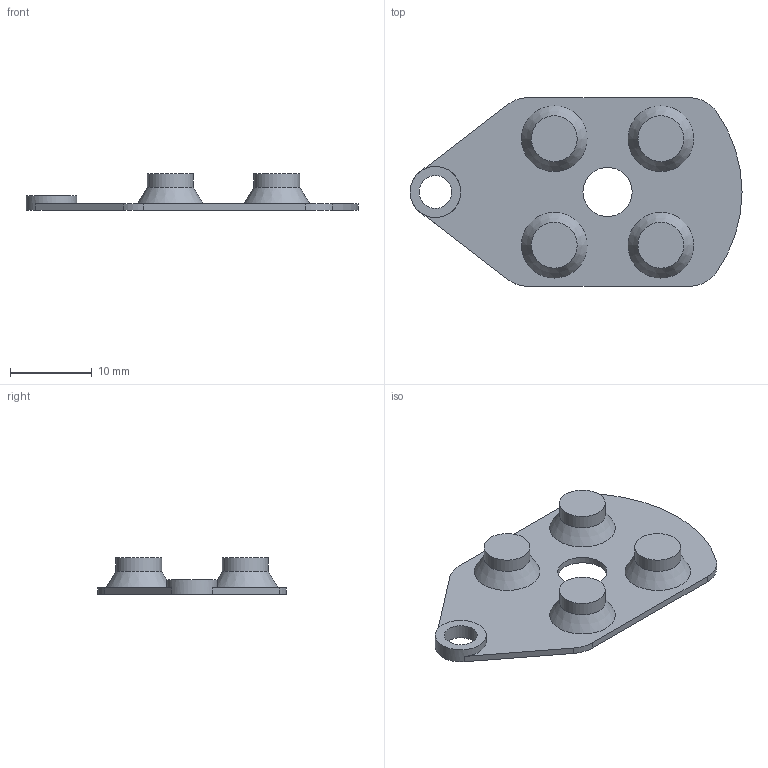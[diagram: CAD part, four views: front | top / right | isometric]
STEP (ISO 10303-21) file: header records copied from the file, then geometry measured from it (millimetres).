
FILE_DESCRIPTION(/* description */ (''),/* implementation_level */ '2;1');
FILE_NAME(/* name */ 'Membrane-DPAD.stp',/* time_stamp */ '2019-04-25T14:36:07+02:00',/* author */ ('dimercur'),/* organization */ (''),/* preprocessor_version */ 'ST-DEVELOPER v17',/* originating_system */ 'Autodesk Inventor 2019',/* authorisation */ '');
FILE_SCHEMA (('AUTOMOTIVE_DESIGN { 1 0 10303 214 3 1 1 }'));
Length unit declared in the file: millimetre
Products named in the file (1): Membrane-DPAD
Bounding box: 40.5 x 23 x 4.5 mm (x, y, z)
Volume: 1059.8 mm3; surface area: 1811.3 mm2
Topology: 1 solids, 1 shells, 27 faces, 60 edges, 39 vertices
Faces by surface type: cylinder 12, plane 11, cone 4
Full cylindrical faces by diameter (mm): 4 x1, 5.6 x4, 6 x1, 6.2 x1
Entity records: 808 total; most frequent: DIRECTION 147, CARTESIAN_POINT 127, ORIENTED_EDGE 120, EDGE_CURVE 60, AXIS2_PLACEMENT_3D 59, VERTEX_POINT 39, EDGE_LOOP 35, CIRCLE 31
